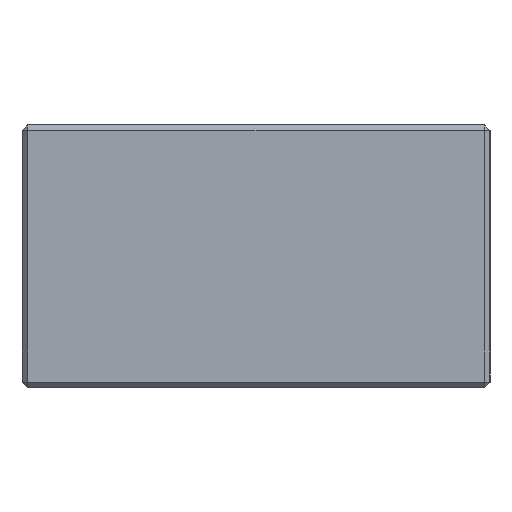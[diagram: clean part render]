
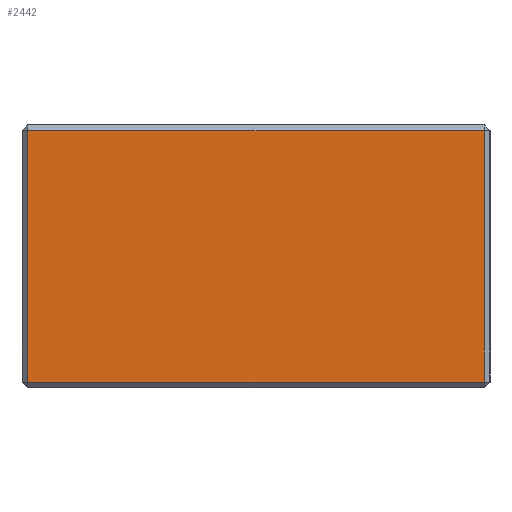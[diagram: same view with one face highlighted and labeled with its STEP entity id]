
A CAD part, left-side view. The second image highlights one B-rep face of the part: STEP entity #2442.
In plain terms, the highlighted planar face has unit normal (-1, 0, 0).
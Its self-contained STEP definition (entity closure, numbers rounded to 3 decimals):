
#208 = AXIS2_PLACEMENT_3D ( 'NONE', #3421, #5112, #5045 ) ;
#720 = CARTESIAN_POINT ( 'NONE',  ( -0.8, -0.39, 0.44 ) ) ;
#819 = VERTEX_POINT ( 'NONE', #720 ) ;
#1203 = DIRECTION ( 'NONE',  ( 0., 0., 1. ) ) ;
#1256 = ORIENTED_EDGE ( 'NONE', *, *, #5423, .T. ) ;
#1411 = VECTOR ( 'NONE', #3688, 1000. ) ;
#1466 = EDGE_CURVE ( 'NONE', #819, #6302, #3087, .T. ) ;
#1852 = LINE ( 'NONE', #2326, #5026 ) ;
#1976 = ORIENTED_EDGE ( 'NONE', *, *, #1466, .T. ) ;
#2220 = EDGE_CURVE ( 'NONE', #4864, #819, #6511, .T. ) ;
#2326 = CARTESIAN_POINT ( 'NONE',  ( -0.8, 0.39, 0.45 ) ) ;
#2442 = ADVANCED_FACE ( 'NONE', ( #2904 ), #5008, .F. ) ;
#2587 = ORIENTED_EDGE ( 'NONE', *, *, #2220, .T. ) ;
#2900 = VECTOR ( 'NONE', #5867, 1000. ) ;
#2904 = FACE_OUTER_BOUND ( 'NONE', #6462, .T. ) ;
#3087 = LINE ( 'NONE', #6241, #1411 ) ;
#3421 = CARTESIAN_POINT ( 'NONE',  ( -0.8, -0.4, 0.45 ) ) ;
#3688 = DIRECTION ( 'NONE',  ( 0., 1., 0. ) ) ;
#3692 = ORIENTED_EDGE ( 'NONE', *, *, #5015, .T. ) ;
#3869 = CARTESIAN_POINT ( 'NONE',  ( -0.8, -0.39, 0.45 ) ) ;
#3963 = VERTEX_POINT ( 'NONE', #5851 ) ;
#3978 = DIRECTION ( 'NONE',  ( 0., 0., -1. ) ) ;
#4317 = VECTOR ( 'NONE', #1203, 1000. ) ;
#4706 = CARTESIAN_POINT ( 'NONE',  ( -0.8, 0.39, 0.44 ) ) ;
#4824 = CARTESIAN_POINT ( 'NONE',  ( -0.8, -0.4, 0.01 ) ) ;
#4864 = VERTEX_POINT ( 'NONE', #5915 ) ;
#5008 = PLANE ( 'NONE',  #208 ) ;
#5015 = EDGE_CURVE ( 'NONE', #6302, #3963, #1852, .T. ) ;
#5026 = VECTOR ( 'NONE', #3978, 1000. ) ;
#5045 = DIRECTION ( 'NONE',  ( 0., 0., -1. ) ) ;
#5112 = DIRECTION ( 'NONE',  ( 1., 0., 0. ) ) ;
#5423 = EDGE_CURVE ( 'NONE', #3963, #4864, #5833, .T. ) ;
#5833 = LINE ( 'NONE', #4824, #2900 ) ;
#5851 = CARTESIAN_POINT ( 'NONE',  ( -0.8, 0.39, 0.01 ) ) ;
#5867 = DIRECTION ( 'NONE',  ( 0., -1., 0. ) ) ;
#5915 = CARTESIAN_POINT ( 'NONE',  ( -0.8, -0.39, 0.01 ) ) ;
#6241 = CARTESIAN_POINT ( 'NONE',  ( -0.8, 0.4, 0.44 ) ) ;
#6302 = VERTEX_POINT ( 'NONE', #4706 ) ;
#6462 = EDGE_LOOP ( 'NONE', ( #3692, #1256, #2587, #1976 ) ) ;
#6511 = LINE ( 'NONE', #3869, #4317 ) ;
